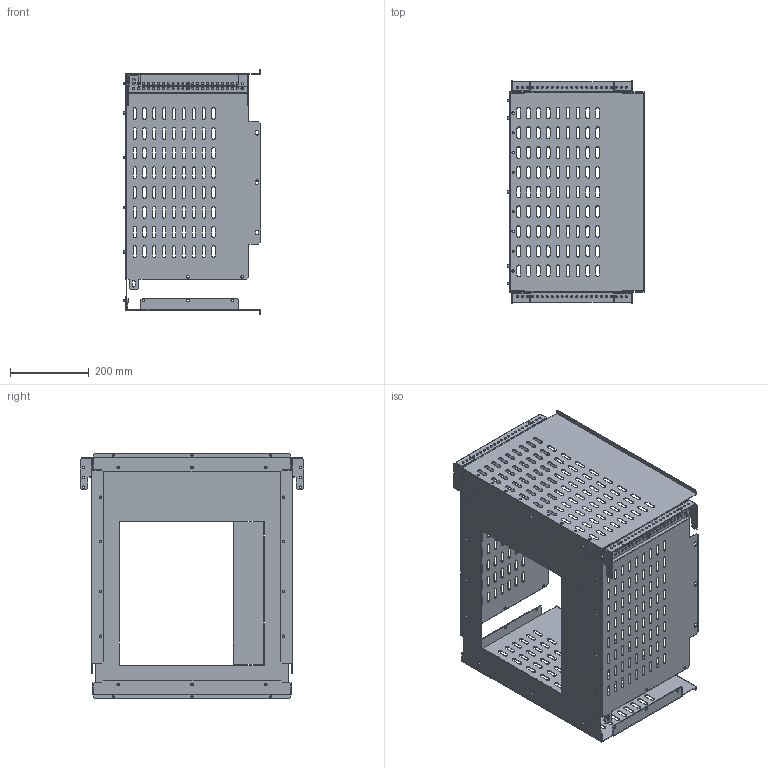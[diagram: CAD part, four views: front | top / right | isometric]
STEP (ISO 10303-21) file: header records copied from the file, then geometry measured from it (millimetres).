
FILE_DESCRIPTION (( 'STEP AP203' ), '1' );
FILE_NAME ('FO-00-3AABW-060-060 FORMAT Ê-ò ñåêö. 2a-3a ARMAT ACB A_B âûêàò. 3-4P 600õ600 IEK.STEP', '2024-07-07T11:10:00', ( '' ), ( '' ), 'SwSTEP 2.0', 'SolidWorks 2022', '' );
FILE_SCHEMA (( 'CONFIG_CONTROL_DESIGN' ));
Length unit declared in the file: millimetre
Products named in the file (1): FO-00-3AABW-060-060 FORMAT К-т секц. 2a-3a ARMAT ACB A_B выкат. 3-4P 600х600 IEK
Bounding box: 348.2 x 566 x 622 mm (x, y, z)
Volume: 1432626.9 mm3; surface area: 1940144.3 mm2
Topology: 33 solids, 33 shells, 3014 faces, 8528 edges, 5616 vertices
Faces by surface type: cylinder 1720, plane 1086, cone 104, torus 104
Entity records: 101247 total; most frequent: DIRECTION 18308, CARTESIAN_POINT 17165, ORIENTED_EDGE 17056, EDGE_CURVE 8528, AXIS2_PLACEMENT_3D 6767, VERTEX_POINT 5616, LINE 4774, VECTOR 4774
